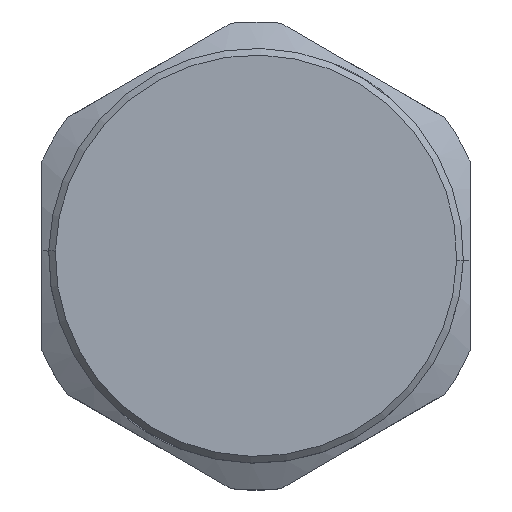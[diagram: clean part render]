
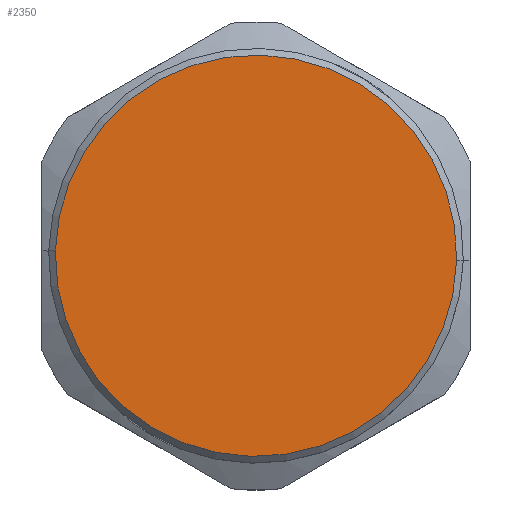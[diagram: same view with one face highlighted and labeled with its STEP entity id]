
A CAD part, top view. The second image highlights one B-rep face of the part: STEP entity #2350.
In plain terms, the highlighted planar face has unit normal (0, 0, 1).
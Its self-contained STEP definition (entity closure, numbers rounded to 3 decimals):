
#2330=AXIS2_PLACEMENT_3D('Plane Axis2P3D',#2327,#2328,#2329) ;
#2334=AXIS2_PLACEMENT_3D('Circle Axis2P3D',#2332,#2333,$) ;
#2343=AXIS2_PLACEMENT_3D('Circle Axis2P3D',#2341,#2342,$) ;
#2327=CARTESIAN_POINT('Axis2P3D Location',(2.577,25.25,24.)) ;
#2332=CARTESIAN_POINT('Axis2P3D Location',(16.,17.5,24.)) ;
#2336=CARTESIAN_POINT('Vertex',(30.996,17.146,24.)) ;
#2338=CARTESIAN_POINT('Vertex',(1.004,17.854,24.)) ;
#2341=CARTESIAN_POINT('Axis2P3D Location',(16.,17.5,24.)) ;
#2328=DIRECTION('Axis2P3D Direction',(0.,0.,1.)) ;
#2329=DIRECTION('Axis2P3D XDirection',(0.866,-0.5,0.)) ;
#2333=DIRECTION('Axis2P3D Direction',(0.,0.,1.)) ;
#2342=DIRECTION('Axis2P3D Direction',(0.,0.,1.)) ;
#2347=ORIENTED_EDGE('',*,*,#2340,.T.) ;
#2348=ORIENTED_EDGE('',*,*,#2345,.T.) ;
#2350=ADVANCED_FACE('BODY.1\\Koerper.2',(#2349),#2331,.T.) ;
#2335=CIRCLE('generated circle',#2334,15.) ;
#2344=CIRCLE('generated circle',#2343,15.) ;
#2340=EDGE_CURVE('',#2337,#2339,#2335,.T.) ;
#2345=EDGE_CURVE('',#2339,#2337,#2344,.T.) ;
#2346=EDGE_LOOP('',(#2347,#2348)) ;
#2349=FACE_OUTER_BOUND('',#2346,.T.) ;
#2331=PLANE('',#2330) ;
#2337=VERTEX_POINT('',#2336) ;
#2339=VERTEX_POINT('',#2338) ;
